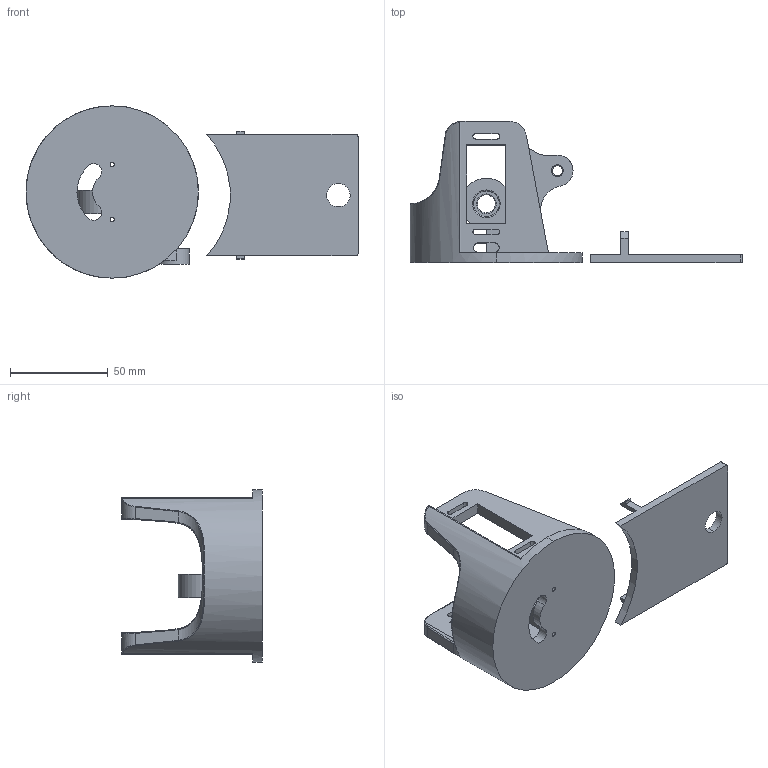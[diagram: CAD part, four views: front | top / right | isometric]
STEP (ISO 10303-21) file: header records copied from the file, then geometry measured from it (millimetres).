
FILE_DESCRIPTION (( 'STEP AP214' ), '1' );
FILE_NAME ('湖荂璃6.STEP', '2024-11-27T02:42:27', ( '' ), ( '' ), 'SwSTEP 2.0', 'SolidWorks 2023', '' );
FILE_SCHEMA (( 'AUTOMOTIVE_DESIGN' ));
Length unit declared in the file: millimetre
Products named in the file (3): 固定底座底部盖板; 旋转底座; 打印件6
Assembly tree (2 placements, depth 2):
  打印件6
    固定底座底部盖板
    旋转底座
Bounding box: 169.54 x 72 x 88 mm (x, y, z)
Volume: 99030.1 mm3; surface area: 44817.9 mm2
Topology: 2 solids, 2 shells, 151 faces, 408 edges, 260 vertices
Faces by surface type: cylinder 68, plane 55, torus 16, bspline 12
Entity records: 5837 total; most frequent: CARTESIAN_POINT 1877, DIRECTION 834, ORIENTED_EDGE 816, EDGE_CURVE 408, AXIS2_PLACEMENT_3D 313, VERTEX_POINT 260, VECTOR 208, LINE 208
